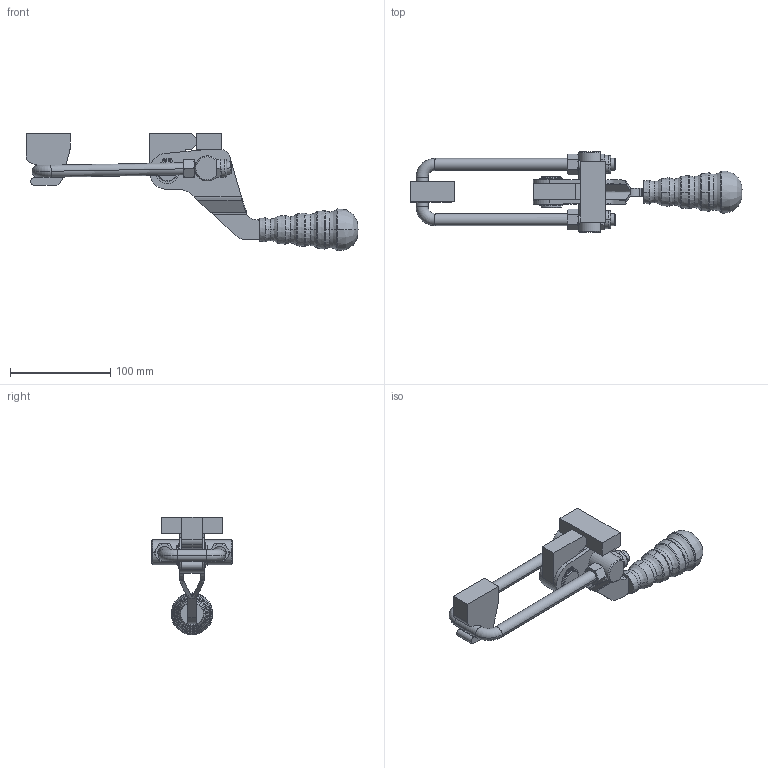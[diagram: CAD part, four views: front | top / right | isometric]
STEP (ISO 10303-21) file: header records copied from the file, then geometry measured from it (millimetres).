
FILE_DESCRIPTION((''),'2;1');
FILE_NAME('455.stp','2005-09-01T11:54:42',('CAD'),(''),'Autodesk Inventor 8','Autodesk Inventor 8','');
FILE_SCHEMA(('AUTOMOTIVE_DESIGN { 1 0 10303 214 1 1 1 1 }'));
Length unit declared in the file: millimetre
Products named in the file (1): Part51
Bounding box: 331.22 x 80 x 117.08 mm (x, y, z)
Volume: 296848.5 mm3; surface area: 71671 mm2
Topology: 1 solids, 3 shells, 361 faces, 901 edges, 556 vertices
Faces by surface type: plane 114, cone 98, cylinder 72, bspline 55, torus 22
Entity records: 12400 total; most frequent: CARTESIAN_POINT 4002, ORIENTED_EDGE 1798, DIRECTION 1773, EDGE_CURVE 899, AXIS2_PLACEMENT_3D 695, VERTEX_POINT 556, CIRCLE 388, EDGE_LOOP 387
